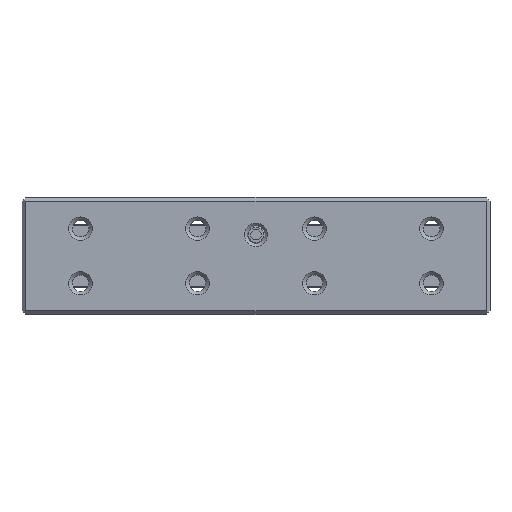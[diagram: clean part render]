
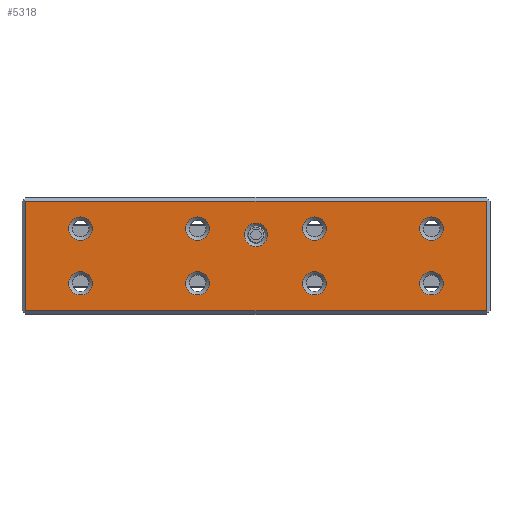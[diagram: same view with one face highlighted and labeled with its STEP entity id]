
A CAD part, top view. The second image highlights one B-rep face of the part: STEP entity #5318.
In plain terms, the highlighted planar face has unit normal (0, 0, 1).
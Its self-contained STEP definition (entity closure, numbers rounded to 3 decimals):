
#5318=ADVANCED_FACE('',(#9425,#9426,#9427,#9428,#9429,#9430,#9431,#9432,
#9433,#9434),#6024,.T.);
#6024=PLANE('',#17396);
#6923=LINE('',#22364,#8347);
#6924=LINE('',#22367,#8348);
#6925=LINE('',#22369,#8349);
#6926=LINE('',#22371,#8350);
#8347=VECTOR('',#18568,1.);
#8348=VECTOR('',#18569,1.);
#8349=VECTOR('',#18570,1.);
#8350=VECTOR('',#18571,1.);
#9425=FACE_BOUND('',#9671,.T.);
#9426=FACE_BOUND('',#9672,.T.);
#9427=FACE_BOUND('',#9673,.T.);
#9428=FACE_BOUND('',#9674,.T.);
#9429=FACE_BOUND('',#9675,.T.);
#9430=FACE_BOUND('',#9676,.T.);
#9431=FACE_BOUND('',#9677,.T.);
#9432=FACE_BOUND('',#9678,.T.);
#9433=FACE_BOUND('',#9679,.T.);
#9434=FACE_BOUND('',#9680,.T.);
#9671=EDGE_LOOP('',(#11137));
#9672=EDGE_LOOP('',(#11138));
#9673=EDGE_LOOP('',(#11139));
#9674=EDGE_LOOP('',(#11140));
#9675=EDGE_LOOP('',(#11141));
#9676=EDGE_LOOP('',(#11142));
#9677=EDGE_LOOP('',(#11143));
#9678=EDGE_LOOP('',(#11144));
#9679=EDGE_LOOP('',(#11145));
#9680=EDGE_LOOP('',(#11146,#11147,#11148,#11149));
#11137=ORIENTED_EDGE('',*,*,#15989,.T.);
#11138=ORIENTED_EDGE('',*,*,#15990,.T.);
#11139=ORIENTED_EDGE('',*,*,#15991,.T.);
#11140=ORIENTED_EDGE('',*,*,#15992,.T.);
#11141=ORIENTED_EDGE('',*,*,#15993,.T.);
#11142=ORIENTED_EDGE('',*,*,#15994,.T.);
#11143=ORIENTED_EDGE('',*,*,#15995,.T.);
#11144=ORIENTED_EDGE('',*,*,#15996,.T.);
#11145=ORIENTED_EDGE('',*,*,#15997,.T.);
#11146=ORIENTED_EDGE('',*,*,#15998,.T.);
#11147=ORIENTED_EDGE('',*,*,#15999,.T.);
#11148=ORIENTED_EDGE('',*,*,#16000,.T.);
#11149=ORIENTED_EDGE('',*,*,#16001,.T.);
#14705=VERTEX_POINT('',#22347);
#14706=VERTEX_POINT('',#22349);
#14707=VERTEX_POINT('',#22351);
#14708=VERTEX_POINT('',#22353);
#14709=VERTEX_POINT('',#22355);
#14710=VERTEX_POINT('',#22357);
#14711=VERTEX_POINT('',#22359);
#14712=VERTEX_POINT('',#22361);
#14713=VERTEX_POINT('',#22363);
#14714=VERTEX_POINT('',#22365);
#14715=VERTEX_POINT('',#22366);
#14716=VERTEX_POINT('',#22368);
#14717=VERTEX_POINT('',#22370);
#15989=EDGE_CURVE('',#14705,#14705,#17247,.T.);
#15990=EDGE_CURVE('',#14706,#14706,#17248,.T.);
#15991=EDGE_CURVE('',#14707,#14707,#17249,.T.);
#15992=EDGE_CURVE('',#14708,#14708,#17250,.T.);
#15993=EDGE_CURVE('',#14709,#14709,#17251,.T.);
#15994=EDGE_CURVE('',#14710,#14710,#17252,.T.);
#15995=EDGE_CURVE('',#14711,#14711,#17253,.T.);
#15996=EDGE_CURVE('',#14712,#14712,#17254,.T.);
#15997=EDGE_CURVE('',#14713,#14713,#17255,.T.);
#15998=EDGE_CURVE('',#14714,#14715,#6923,.T.);
#15999=EDGE_CURVE('',#14715,#14716,#6924,.T.);
#16000=EDGE_CURVE('',#14716,#14717,#6925,.T.);
#16001=EDGE_CURVE('',#14717,#14714,#6926,.T.);
#17247=CIRCLE('',#17387,1.5);
#17248=CIRCLE('',#17388,1.5);
#17249=CIRCLE('',#17389,1.5);
#17250=CIRCLE('',#17390,1.5);
#17251=CIRCLE('',#17391,1.5);
#17252=CIRCLE('',#17392,1.5);
#17253=CIRCLE('',#17393,1.5);
#17254=CIRCLE('',#17394,1.5);
#17255=CIRCLE('',#17395,1.5);
#17387=AXIS2_PLACEMENT_3D('',#22346,#18550,#18551);
#17388=AXIS2_PLACEMENT_3D('',#22348,#18552,#18553);
#17389=AXIS2_PLACEMENT_3D('',#22350,#18554,#18555);
#17390=AXIS2_PLACEMENT_3D('',#22352,#18556,#18557);
#17391=AXIS2_PLACEMENT_3D('',#22354,#18558,#18559);
#17392=AXIS2_PLACEMENT_3D('',#22356,#18560,#18561);
#17393=AXIS2_PLACEMENT_3D('',#22358,#18562,#18563);
#17394=AXIS2_PLACEMENT_3D('',#22360,#18564,#18565);
#17395=AXIS2_PLACEMENT_3D('',#22362,#18566,#18567);
#17396=AXIS2_PLACEMENT_3D('',#22372,#18572,#18573);
#18550=DIRECTION('',(0.,0.,-1.));
#18551=DIRECTION('',(1.,0.,0.));
#18552=DIRECTION('',(0.,0.,-1.));
#18553=DIRECTION('',(1.,0.,0.));
#18554=DIRECTION('',(0.,0.,-1.));
#18555=DIRECTION('',(1.,0.,0.));
#18556=DIRECTION('',(0.,0.,-1.));
#18557=DIRECTION('',(1.,0.,0.));
#18558=DIRECTION('',(0.,0.,-1.));
#18559=DIRECTION('',(1.,0.,0.));
#18560=DIRECTION('',(0.,0.,-1.));
#18561=DIRECTION('',(1.,0.,0.));
#18562=DIRECTION('',(0.,0.,-1.));
#18563=DIRECTION('',(1.,0.,0.));
#18564=DIRECTION('',(0.,0.,-1.));
#18565=DIRECTION('',(1.,0.,0.));
#18566=DIRECTION('',(0.,0.,-1.));
#18567=DIRECTION('',(1.,0.,0.));
#18568=DIRECTION('',(1.,0.,0.));
#18569=DIRECTION('',(0.,1.,0.));
#18570=DIRECTION('',(-1.,0.,0.));
#18571=DIRECTION('',(0.,-1.,0.));
#18572=DIRECTION('',(0.,0.,1.));
#18573=DIRECTION('',(1.,0.,0.));
#22346=CARTESIAN_POINT('',(-14.,-15.3,8.));
#22347=CARTESIAN_POINT('',(-12.5,-15.3,8.));
#22348=CARTESIAN_POINT('',(8.5,-21.5,8.));
#22349=CARTESIAN_POINT('',(10.,-21.5,8.));
#22350=CARTESIAN_POINT('',(8.5,-14.5,8.));
#22351=CARTESIAN_POINT('',(10.,-14.5,8.));
#22352=CARTESIAN_POINT('',(-6.5,-21.5,8.));
#22353=CARTESIAN_POINT('',(-5.,-21.5,8.));
#22354=CARTESIAN_POINT('',(-6.5,-14.5,8.));
#22355=CARTESIAN_POINT('',(-5.,-14.5,8.));
#22356=CARTESIAN_POINT('',(-21.5,-21.5,8.));
#22357=CARTESIAN_POINT('',(-20.,-21.5,8.));
#22358=CARTESIAN_POINT('',(-21.5,-14.5,8.));
#22359=CARTESIAN_POINT('',(-20.,-14.5,8.));
#22360=CARTESIAN_POINT('',(-36.5,-21.5,8.));
#22361=CARTESIAN_POINT('',(-35.,-21.5,8.));
#22362=CARTESIAN_POINT('',(-36.5,-14.5,8.));
#22363=CARTESIAN_POINT('',(-35.,-14.5,8.));
#22364=CARTESIAN_POINT('',(-14.,-25.,8.));
#22365=CARTESIAN_POINT('',(-43.5,-25.,8.));
#22366=CARTESIAN_POINT('',(15.5,-25.,8.));
#22367=CARTESIAN_POINT('',(15.5,-18.,8.));
#22368=CARTESIAN_POINT('',(15.5,-11.,8.));
#22369=CARTESIAN_POINT('',(-14.,-11.,8.));
#22370=CARTESIAN_POINT('',(-43.5,-11.,8.));
#22371=CARTESIAN_POINT('',(-43.5,-18.,8.));
#22372=CARTESIAN_POINT('',(-14.,-18.,8.));
